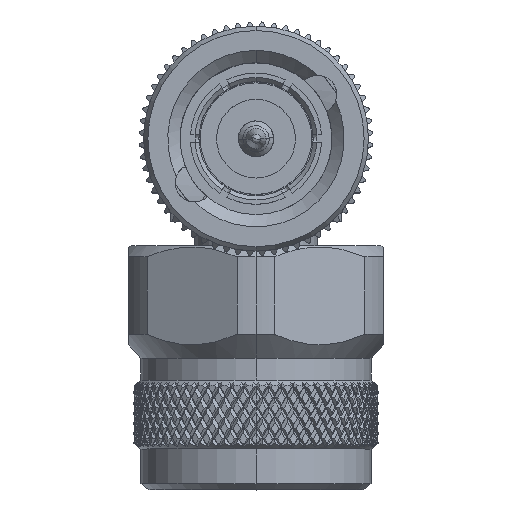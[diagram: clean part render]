
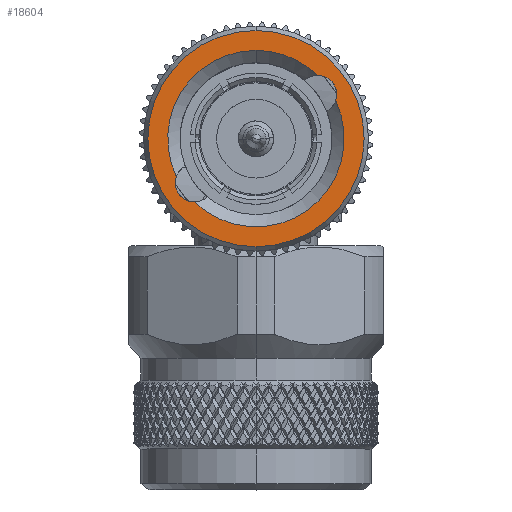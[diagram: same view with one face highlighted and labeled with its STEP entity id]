
A CAD part, top view. The second image highlights one B-rep face of the part: STEP entity #18604.
In plain terms, the highlighted face is planar.
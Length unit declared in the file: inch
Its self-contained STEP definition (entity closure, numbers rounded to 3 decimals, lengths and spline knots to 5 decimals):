
#640 = CARTESIAN_POINT ( 'NONE',  ( 0., -0.19403, 0.09247 ) ) ;
#887 = AXIS2_PLACEMENT_3D ( 'NONE', #94884, #20521, #95858 ) ;
#3310 = DIRECTION ( 'NONE',  ( 0., 0., -1. ) ) ;
#4752 = CARTESIAN_POINT ( 'NONE',  ( 0., 0., 0. ) ) ;
#7064 = ORIENTED_EDGE ( 'NONE', *, *, #54411, .F. ) ;
#8431 = FACE_BOUND ( 'NONE', #51464, .T. ) ;
#8893 = CARTESIAN_POINT ( 'NONE',  ( 0., -0.14961, 0.15433 ) ) ;
#9085 = VERTEX_POINT ( 'NONE', #34914 ) ;
#10786 = DIRECTION ( 'NONE',  ( 1., 0., 0. ) ) ;
#11124 = AXIS2_PLACEMENT_3D ( 'NONE', #73611, #51483, #35485 ) ;
#15958 = DIRECTION ( 'NONE',  ( 1., 0., 0. ) ) ;
#16639 = CARTESIAN_POINT ( 'NONE',  ( 0., 0.14961, -0.15433 ) ) ;
#17099 = VERTEX_POINT ( 'NONE', #47890 ) ;
#17511 = CIRCLE ( 'NONE', #56292, 0.26339 ) ;
#17933 = VERTEX_POINT ( 'NONE', #92145 ) ;
#18604 = ADVANCED_FACE ( 'NONE', ( #76051, #8431 ), #52479, .F. ) ;
#19216 = CIRCLE ( 'NONE', #11124, 0.26339 ) ;
#20369 = DIRECTION ( 'NONE',  ( 1., 0., 0. ) ) ;
#20521 = DIRECTION ( 'NONE',  ( 1., 0., 0. ) ) ;
#20759 = EDGE_CURVE ( 'NONE', #72737, #93084, #23469, .T. ) ;
#22308 = CIRCLE ( 'NONE', #28903, 0.21494 ) ;
#22574 = VERTEX_POINT ( 'NONE', #640 ) ;
#23469 = CIRCLE ( 'NONE', #55747, 0.04645 ) ;
#24316 = CIRCLE ( 'NONE', #887, 0.04645 ) ;
#24453 = ORIENTED_EDGE ( 'NONE', *, *, #41976, .T. ) ;
#25158 = CARTESIAN_POINT ( 'NONE',  ( 0., 0.15021, -0.10789 ) ) ;
#28113 = DIRECTION ( 'NONE',  ( 0., 0., -1. ) ) ;
#28482 = DIRECTION ( 'NONE',  ( 1., 0., 0. ) ) ;
#28903 = AXIS2_PLACEMENT_3D ( 'NONE', #77720, #70562, #33044 ) ;
#30135 = EDGE_CURVE ( 'NONE', #22574, #72737, #30148, .T. ) ;
#30148 = CIRCLE ( 'NONE', #63185, 0.21494 ) ;
#32467 = CARTESIAN_POINT ( 'NONE',  ( 0., 0.15021, -0.15434 ) ) ;
#32475 = VERTEX_POINT ( 'NONE', #54834 ) ;
#33044 = DIRECTION ( 'NONE',  ( 0., 0., 1. ) ) ;
#33306 = DIRECTION ( 'NONE',  ( 0., 0., 1. ) ) ;
#34914 = CARTESIAN_POINT ( 'NONE',  ( 0., 0., 0.26339 ) ) ;
#35485 = DIRECTION ( 'NONE',  ( 0., 0., -1. ) ) ;
#40525 = CARTESIAN_POINT ( 'NONE',  ( 0., 0., 0. ) ) ;
#41682 = AXIS2_PLACEMENT_3D ( 'NONE', #40525, #85538, #33306 ) ;
#41976 = EDGE_CURVE ( 'NONE', #17099, #94154, #22308, .T. ) ;
#47217 = ORIENTED_EDGE ( 'NONE', *, *, #82399, .T. ) ;
#47890 = CARTESIAN_POINT ( 'NONE',  ( 0., 0., 0.21494 ) ) ;
#48000 = DIRECTION ( 'NONE',  ( 1., 0., 0. ) ) ;
#50052 = CARTESIAN_POINT ( 'NONE',  ( 0., 0., 0. ) ) ;
#51464 = EDGE_LOOP ( 'NONE', ( #51627, #24453, #47217, #64094, #67638, #70829 ) ) ;
#51483 = DIRECTION ( 'NONE',  ( 1., 0., 0. ) ) ;
#51627 = ORIENTED_EDGE ( 'NONE', *, *, #53892, .T. ) ;
#51714 = EDGE_LOOP ( 'NONE', ( #7064, #72366 ) ) ;
#52479 = PLANE ( 'NONE',  #84931 ) ;
#53892 = EDGE_CURVE ( 'NONE', #17933, #17099, #61258, .T. ) ;
#54411 = EDGE_CURVE ( 'NONE', #32475, #9085, #19216, .T. ) ;
#54834 = CARTESIAN_POINT ( 'NONE',  ( 0., 0., -0.26339 ) ) ;
#54979 = CIRCLE ( 'NONE', #88548, 0.04645 ) ;
#55129 = CARTESIAN_POINT ( 'NONE',  ( 0., 0.15021, -0.10789 ) ) ;
#55747 = AXIS2_PLACEMENT_3D ( 'NONE', #55129, #10786, #62919 ) ;
#56292 = AXIS2_PLACEMENT_3D ( 'NONE', #50052, #20369, #28113 ) ;
#61258 = CIRCLE ( 'NONE', #41682, 0.21494 ) ;
#62919 = DIRECTION ( 'NONE',  ( 0., 0., -1. ) ) ;
#63185 = AXIS2_PLACEMENT_3D ( 'NONE', #4752, #28482, #88179 ) ;
#64094 = ORIENTED_EDGE ( 'NONE', *, *, #30135, .T. ) ;
#66808 = DIRECTION ( 'NONE',  ( 0., 0., -1. ) ) ;
#67150 = CARTESIAN_POINT ( 'NONE',  ( 0., 0., -0.26339 ) ) ;
#67638 = ORIENTED_EDGE ( 'NONE', *, *, #20759, .T. ) ;
#70562 = DIRECTION ( 'NONE',  ( 1., 0., 0. ) ) ;
#70829 = ORIENTED_EDGE ( 'NONE', *, *, #79016, .T. ) ;
#72366 = ORIENTED_EDGE ( 'NONE', *, *, #75680, .F. ) ;
#72737 = VERTEX_POINT ( 'NONE', #16639 ) ;
#73611 = CARTESIAN_POINT ( 'NONE',  ( 0., 0., 0. ) ) ;
#75680 = EDGE_CURVE ( 'NONE', #9085, #32475, #17511, .T. ) ;
#76051 = FACE_OUTER_BOUND ( 'NONE', #51714, .T. ) ;
#77720 = CARTESIAN_POINT ( 'NONE',  ( 0., 0., 0. ) ) ;
#79016 = EDGE_CURVE ( 'NONE', #93084, #17933, #54979, .T. ) ;
#82399 = EDGE_CURVE ( 'NONE', #94154, #22574, #24316, .T. ) ;
#84931 = AXIS2_PLACEMENT_3D ( 'NONE', #67150, #15958, #66808 ) ;
#85538 = DIRECTION ( 'NONE',  ( 1., 0., 0. ) ) ;
#88179 = DIRECTION ( 'NONE',  ( 0., 0., 1. ) ) ;
#88548 = AXIS2_PLACEMENT_3D ( 'NONE', #25158, #48000, #3310 ) ;
#92145 = CARTESIAN_POINT ( 'NONE',  ( 0., 0.19403, -0.09247 ) ) ;
#93084 = VERTEX_POINT ( 'NONE', #32467 ) ;
#94154 = VERTEX_POINT ( 'NONE', #8893 ) ;
#94884 = CARTESIAN_POINT ( 'NONE',  ( 0., -0.15021, 0.10789 ) ) ;
#95858 = DIRECTION ( 'NONE',  ( 0., 0., -1. ) ) ;
